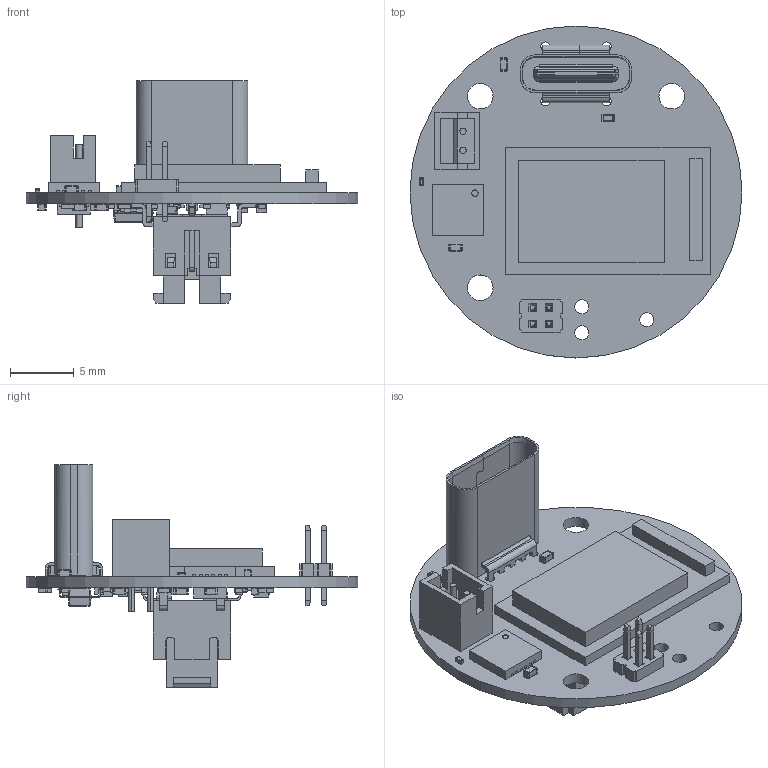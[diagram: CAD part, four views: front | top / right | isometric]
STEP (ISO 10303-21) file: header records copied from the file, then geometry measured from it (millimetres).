
FILE_DESCRIPTION(('Open CASCADE Model'),'2;1');
FILE_NAME('Open CASCADE Shape Model','2019-07-07T10:06:55',('Author'),( 'Open CASCADE'),'Open CASCADE STEP processor 6.8','Open CASCADE 6.8' ,'Unknown');
FILE_SCHEMA(('AUTOMOTIVE_DESIGN { 1 0 10303 214 1 1 1 1 }'));
Length unit declared in the file: millimetre
Products named in the file (163): PCB; Board; Open CASCADE STEP translator 6.8 1.1.1; C7; 6350026240; Terminal; Open_CASCADE_STEP_translator_6.8_1.1.1; Open_CASCADE_STEP_translator_6.8_1.1.2; Mid_Body; Open_CASCADE_STEP_translator_6.8_1.2.1; D8; 6350025600; Body; bigPin; C14; C6; 6350020480; Open_CASCADE_STEP_translator_6.8_5.1.1; Open_CASCADE_STEP_translator_6.8_5.1.2; Open_CASCADE_STEP_translator_6.8_5.2.1; D7; 6471130368; Extruded; L1; 6350019200; SW1; c-2213819-1-a-3d; U5; 6350017600; Open_CASCADE_STEP_translator_6.8_2.1; Open_CASCADE_STEP_translator_6.8_2.2.1; Thermal_Shape; Pin_Shape; Open_CASCADE_STEP_translator_6.8_2.4.1; Open_CASCADE_STEP_translator_6.8_2.4.2; U4; 6350022240; Open_CASCADE_STEP_translator_6.8_1.1; Open_CASCADE_STEP_translator_6.8_1.4.1; U3 ...
Assembly tree (228 placements, depth 5):
  PCB
    Board
      Open CASCADE STEP translator 6.8 1.1.1
    C7
      6350026240
        Terminal
          Open_CASCADE_STEP_translator_6.8_1.1.1
          Open_CASCADE_STEP_translator_6.8_1.1.2
        Mid_Body
          Open_CASCADE_STEP_translator_6.8_1.2.1
    D8
      6350025600
        Body
        bigPin  x2
    C14
      6350026240
        Terminal
          Open_CASCADE_STEP_translator_6.8_1.1.1
          Open_CASCADE_STEP_translator_6.8_1.1.2
        Mid_Body
          Open_CASCADE_STEP_translator_6.8_1.2.1
    C6
      6350020480
        Terminal
          Open_CASCADE_STEP_translator_6.8_5.1.1
          Open_CASCADE_STEP_translator_6.8_5.1.2
        Mid_Body
          Open_CASCADE_STEP_translator_6.8_5.2.1
    D7
      6471130368
        Extruded
    L1
      6350019200
        Terminal
          Open_CASCADE_STEP_translator_6.8_1.1.1
          Open_CASCADE_STEP_translator_6.8_1.1.2
        Mid_Body
          Open_CASCADE_STEP_translator_6.8_1.2.1
    SW1
      c-2213819-1-a-3d
    U5
      6350017600
        Open_CASCADE_STEP_translator_6.8_2.1
        Body
          Open_CASCADE_STEP_translator_6.8_2.2.1
        Thermal_Shape
        Pin_Shape  x10
          Open_CASCADE_STEP_translator_6.8_2.4.1
          Open_CASCADE_STEP_translator_6.8_2.4.2
    U4
      6350022240
        Open_CASCADE_STEP_translator_6.8_1.1
        Body
          Open_CASCADE_STEP_translator_6.8_1.2.1
        Thermal_Shape
        Pin_Shape  x24
          Open_CASCADE_STEP_translator_6.8_1.4.1
    U3
      6350019520
        Body
Bounding box: 26 x 26 x 17.45 mm (x, y, z)
Volume: 1083.9 mm3; surface area: 3045.9 mm2
Topology: 185 solids, 197 shells, 3419 faces, 8291 edges, 5144 vertices
Faces by surface type: plane 2616, cylinder 635, sphere 136, cone 20, bspline 12
Full cylindrical faces by diameter (mm): 0.325 x1, 0.5 x1, 0.6 x4, 0.66 x1, 0.7 x4, 0.75 x2, 1.1 x5, 2 x3, 26 x1
Entity records: 66836 total; most frequent: CARTESIAN_POINT 12354, DIRECTION 10629, ORIENTED_EDGE 10484, EDGE_CURVE 5245, LINE 4239, VECTOR 4239, VERTEX_POINT 3332, AXIS2_PLACEMENT_3D 3195
